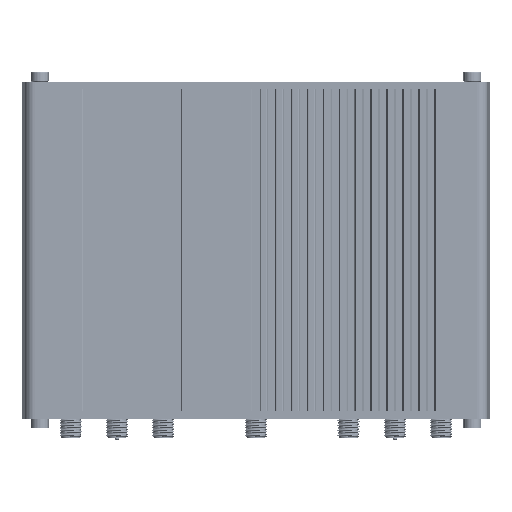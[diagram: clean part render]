
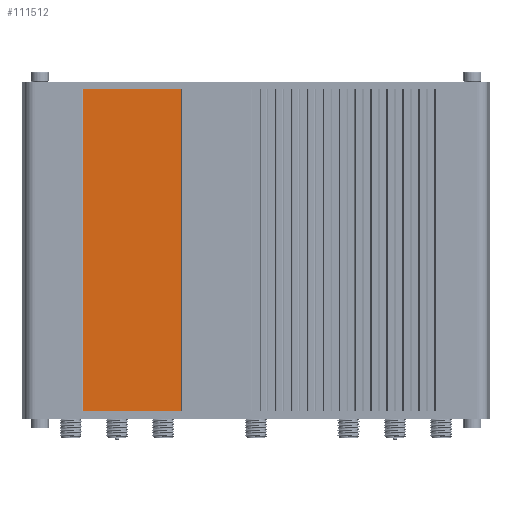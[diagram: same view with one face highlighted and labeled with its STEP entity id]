
A CAD part, front view. The second image highlights one B-rep face of the part: STEP entity #111512.
In plain terms, the highlighted planar face has unit normal (0, -1, 0).
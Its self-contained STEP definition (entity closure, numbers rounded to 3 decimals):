
#8010 = LINE ( 'NONE', #476903, #447590 ) ;
#14730 = ORIENTED_EDGE ( 'NONE', *, *, #136214, .F. ) ;
#30678 = FACE_OUTER_BOUND ( 'NONE', #472959, .T. ) ;
#33261 = CARTESIAN_POINT ( 'NONE',  ( -21.1, -21.85, 45.5 ) ) ;
#34560 = AXIS2_PLACEMENT_3D ( 'NONE', #191966, #235489, #427804 ) ;
#58459 = CARTESIAN_POINT ( 'NONE',  ( -48.9, -21.85, 45.5 ) ) ;
#71478 = LINE ( 'NONE', #348406, #343176 ) ;
#106857 = VERTEX_POINT ( 'NONE', #168404 ) ;
#109913 = ORIENTED_EDGE ( 'NONE', *, *, #244010, .T. ) ;
#111512 = ADVANCED_FACE ( 'NONE', ( #30678 ), #271501, .F. ) ;
#117263 = VERTEX_POINT ( 'NONE', #150964 ) ;
#125737 = DIRECTION ( 'NONE',  ( 1., 0., 0. ) ) ;
#132671 = DIRECTION ( 'NONE',  ( 0., 0., -1. ) ) ;
#136214 = EDGE_CURVE ( 'NONE', #327666, #282103, #432120, .T. ) ;
#150964 = CARTESIAN_POINT ( 'NONE',  ( -48.9, -21.85, -45.5 ) ) ;
#153855 = EDGE_CURVE ( 'NONE', #106857, #327666, #8010, .T. ) ;
#168404 = CARTESIAN_POINT ( 'NONE',  ( -48.9, -21.85, 45.5 ) ) ;
#191966 = CARTESIAN_POINT ( 'NONE',  ( -48.9, -21.85, 45.5 ) ) ;
#203053 = ORIENTED_EDGE ( 'NONE', *, *, #153855, .F. ) ;
#235489 = DIRECTION ( 'NONE',  ( 0., 1., 0. ) ) ;
#244010 = EDGE_CURVE ( 'NONE', #106857, #117263, #483854, .T. ) ;
#271501 = PLANE ( 'NONE',  #34560 ) ;
#276185 = VECTOR ( 'NONE', #473097, 1000. ) ;
#278362 = CARTESIAN_POINT ( 'NONE',  ( -21.1, -21.85, 45.5 ) ) ;
#282103 = VERTEX_POINT ( 'NONE', #289221 ) ;
#289221 = CARTESIAN_POINT ( 'NONE',  ( -21.1, -21.85, -45.5 ) ) ;
#310548 = VECTOR ( 'NONE', #132671, 1000. ) ;
#327666 = VERTEX_POINT ( 'NONE', #33261 ) ;
#343176 = VECTOR ( 'NONE', #384280, 1000. ) ;
#348406 = CARTESIAN_POINT ( 'NONE',  ( -48.9, -21.85, -45.5 ) ) ;
#384280 = DIRECTION ( 'NONE',  ( 1., 0., 0. ) ) ;
#401015 = ORIENTED_EDGE ( 'NONE', *, *, #429697, .T. ) ;
#427804 = DIRECTION ( 'NONE',  ( 0., 0., 1. ) ) ;
#429697 = EDGE_CURVE ( 'NONE', #117263, #282103, #71478, .T. ) ;
#432120 = LINE ( 'NONE', #278362, #276185 ) ;
#447590 = VECTOR ( 'NONE', #125737, 1000. ) ;
#472959 = EDGE_LOOP ( 'NONE', ( #401015, #14730, #203053, #109913 ) ) ;
#473097 = DIRECTION ( 'NONE',  ( 0., 0., -1. ) ) ;
#476903 = CARTESIAN_POINT ( 'NONE',  ( -48.9, -21.85, 45.5 ) ) ;
#483854 = LINE ( 'NONE', #58459, #310548 ) ;
